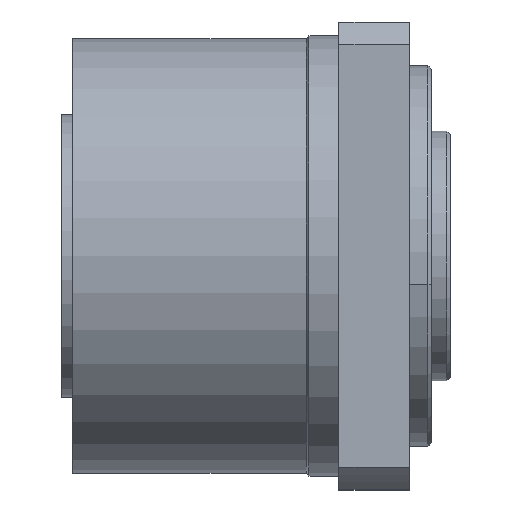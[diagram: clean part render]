
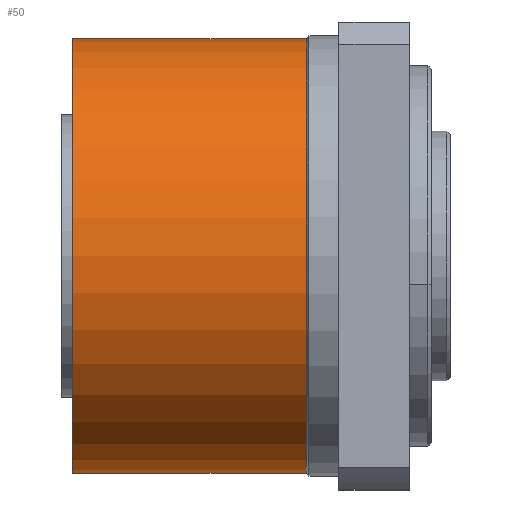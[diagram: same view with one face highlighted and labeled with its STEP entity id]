
A CAD part, top view. The second image highlights one B-rep face of the part: STEP entity #50.
In plain terms, the highlighted cylindrical face has radius 20 mm (diameter 40 mm), a partial arc.
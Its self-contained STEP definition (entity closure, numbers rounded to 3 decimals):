
#50 = ADVANCED_FACE ( 'NONE', ( #8047 ), #1860, .T. ) ;
#379 = ORIENTED_EDGE ( 'NONE', *, *, #13027, .F. ) ;
#384 = VERTEX_POINT ( 'NONE', #11963 ) ;
#573 = DIRECTION ( 'NONE',  ( 1., 0., 0. ) ) ;
#820 = CARTESIAN_POINT ( 'NONE',  ( 0., 20.056, -0.218 ) ) ;
#1754 = EDGE_CURVE ( 'NONE', #7321, #384, #2384, .T. ) ;
#1860 = CYLINDRICAL_SURFACE ( 'NONE', #9553, 20. ) ;
#2315 = CARTESIAN_POINT ( 'NONE',  ( 0., -19.944, -0.218 ) ) ;
#2368 = DIRECTION ( 'NONE',  ( -1., 0., 0. ) ) ;
#2384 = LINE ( 'NONE', #2315, #10193 ) ;
#2489 = ORIENTED_EDGE ( 'NONE', *, *, #1754, .T. ) ;
#2600 = EDGE_LOOP ( 'NONE', ( #3494, #2489, #14182, #379 ) ) ;
#3451 = DIRECTION ( 'NONE',  ( 1., 0., 0. ) ) ;
#3494 = ORIENTED_EDGE ( 'NONE', *, *, #11862, .T. ) ;
#4148 = CARTESIAN_POINT ( 'NONE',  ( 0., 0.056, -0.218 ) ) ;
#4557 = LINE ( 'NONE', #820, #4730 ) ;
#4730 = VECTOR ( 'NONE', #14254, 1000. ) ;
#4978 = CARTESIAN_POINT ( 'NONE',  ( -9.5, 20.056, -0.218 ) ) ;
#6919 = DIRECTION ( 'NONE',  ( 0., 1., 0. ) ) ;
#7321 = VERTEX_POINT ( 'NONE', #15359 ) ;
#7795 = AXIS2_PLACEMENT_3D ( 'NONE', #10821, #15819, #13318 ) ;
#8047 = FACE_OUTER_BOUND ( 'NONE', #2600, .T. ) ;
#8109 = CIRCLE ( 'NONE', #9140, 20. ) ;
#8798 = DIRECTION ( 'NONE',  ( 0., 1., 0. ) ) ;
#9140 = AXIS2_PLACEMENT_3D ( 'NONE', #13697, #2368, #8798 ) ;
#9553 = AXIS2_PLACEMENT_3D ( 'NONE', #4148, #573, #6919 ) ;
#10193 = VECTOR ( 'NONE', #3451, 1000. ) ;
#10663 = CARTESIAN_POINT ( 'NONE',  ( -31., 20.056, -0.218 ) ) ;
#10821 = CARTESIAN_POINT ( 'NONE',  ( -31., 0.056, -0.218 ) ) ;
#11862 = EDGE_CURVE ( 'NONE', #15995, #7321, #15014, .T. ) ;
#11963 = CARTESIAN_POINT ( 'NONE',  ( -9.5, -19.944, -0.218 ) ) ;
#12091 = VERTEX_POINT ( 'NONE', #4978 ) ;
#12844 = EDGE_CURVE ( 'NONE', #384, #12091, #8109, .T. ) ;
#13027 = EDGE_CURVE ( 'NONE', #15995, #12091, #4557, .T. ) ;
#13318 = DIRECTION ( 'NONE',  ( 0., -1., 0. ) ) ;
#13697 = CARTESIAN_POINT ( 'NONE',  ( -9.5, 0.056, -0.218 ) ) ;
#14182 = ORIENTED_EDGE ( 'NONE', *, *, #12844, .T. ) ;
#14254 = DIRECTION ( 'NONE',  ( 1., 0., 0. ) ) ;
#15014 = CIRCLE ( 'NONE', #7795, 20. ) ;
#15359 = CARTESIAN_POINT ( 'NONE',  ( -31., -19.944, -0.218 ) ) ;
#15819 = DIRECTION ( 'NONE',  ( 1., 0., 0. ) ) ;
#15995 = VERTEX_POINT ( 'NONE', #10663 ) ;
